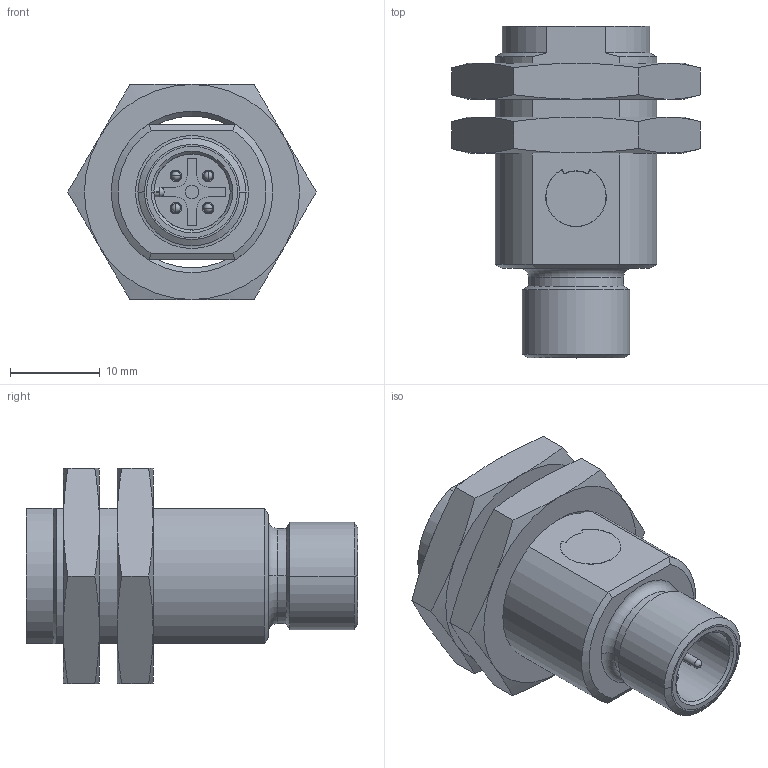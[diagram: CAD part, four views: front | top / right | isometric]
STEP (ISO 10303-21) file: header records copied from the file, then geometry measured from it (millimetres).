
FILE_DESCRIPTION (( 'STEP AP214' ), '1' );
FILE_NAME ('ISHR-M18MP-NMS-A0.STEP', '2025-08-26T18:33:35', ( '' ), ( '' ), 'SwSTEP 2.0', 'SolidWorks 2024', '' );
FILE_SCHEMA (( 'AUTOMOTIVE_DESIGN' ));
Length unit declared in the file: inch
Products named in the file (1): ISHR-M18MP-NMS-A0
Bounding box: 27.71 x 37 x 24 mm (x, y, z)
Volume: 8996.4 mm3; surface area: 4736.1 mm2
Topology: 3 solids, 3 shells, 157 faces, 379 edges, 238 vertices
Faces by surface type: plane 67, cylinder 41, cone 38, sphere 8, torus 3
Full cylindrical faces by diameter (mm): 16.917 x2
Entity records: 4793 total; most frequent: CARTESIAN_POINT 1215, DIRECTION 724, ORIENTED_EDGE 718, EDGE_CURVE 359, AXIS2_PLACEMENT_3D 283, VERTEX_POINT 232, EDGE_LOOP 185, FACE_OUTER_BOUND 159
